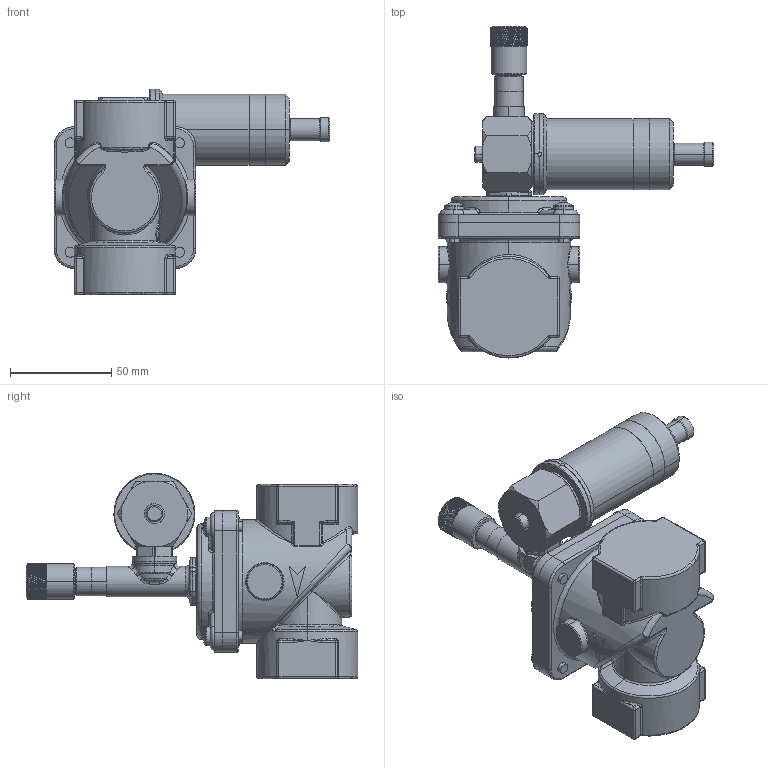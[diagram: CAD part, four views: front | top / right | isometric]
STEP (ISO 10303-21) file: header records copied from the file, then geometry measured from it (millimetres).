
FILE_DESCRIPTION (( 'STEP AP203' ), '1' );
FILE_NAME ('VIC-A-DN20.STEP', '2023-03-15T08:16:13', ( '' ), ( '' ), 'SwSTEP 2.0', 'SolidWorks 2021', '' );
FILE_SCHEMA (( 'CONFIG_CONTROL_DESIGN' ));
Products named in the file (1): VIC-A-DN20
Bounding box: 136.3 x 163.9 x 101.5 mm (x, y, z)
Volume: 425407.2 mm3; surface area: 53582.2 mm2
Topology: 1 solids, 1 shells, 2835 faces, 8117 edges, 5257 vertices
Faces by surface type: plane 1788, cylinder 721, bspline 129, torus 80, cone 75, sphere 42
Entity records: 97916 total; most frequent: CARTESIAN_POINT 31912, ORIENTED_EDGE 16126, DIRECTION 11400, EDGE_CURVE 8063, VERTEX_POINT 5257, LINE 4040, VECTOR 4040, AXIS2_PLACEMENT_3D 3680
